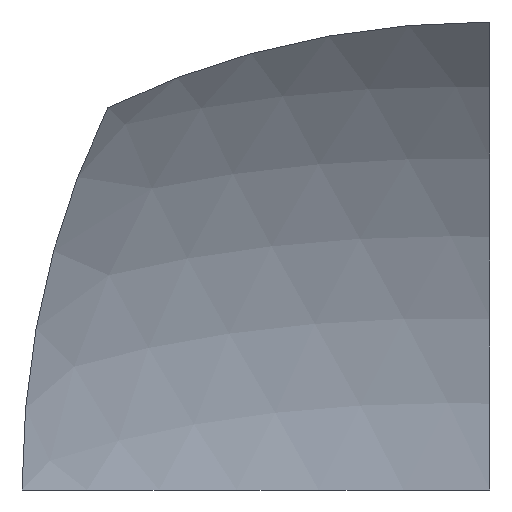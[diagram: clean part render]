
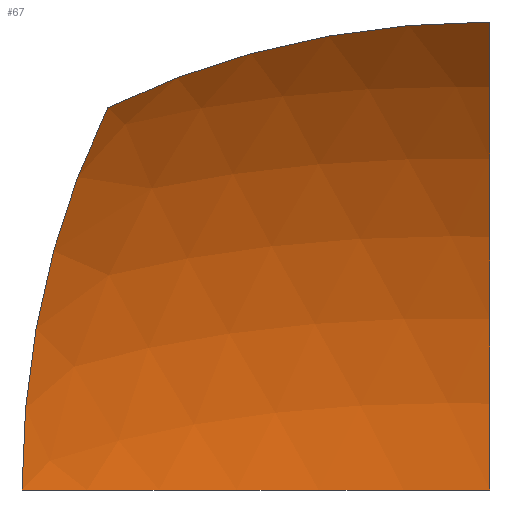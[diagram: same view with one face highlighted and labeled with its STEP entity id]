
A CAD part, left-side view. The second image highlights one B-rep face of the part: STEP entity #67.
In plain terms, the highlighted spherical face has radius 254 mm.
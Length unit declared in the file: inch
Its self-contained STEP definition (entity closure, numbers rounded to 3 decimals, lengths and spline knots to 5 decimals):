
#24=CARTESIAN_POINT('',(7.07107,7.07107,0.));
#25=VERTEX_POINT('',#24);
#26=CARTESIAN_POINT('',(5.7735,5.7735,5.7735));
#27=VERTEX_POINT('',#26);
#28=CARTESIAN_POINT('',(0.,0.,0.));
#29=DIRECTION('',(0.707,-0.707,0.));
#30=DIRECTION('',(0.,0.,1.));
#31=AXIS2_PLACEMENT_3D('',#28,#29,#30);
#32=CIRCLE('',#31,10.);
#33=EDGE_CURVE('',#25,#27,#32,.T.);
#34=ORIENTED_EDGE('',*,*,#33,.T.);
#35=CARTESIAN_POINT('',(7.07107,0.,7.07107));
#36=VERTEX_POINT('',#35);
#37=CARTESIAN_POINT('',(0.,0.,0.));
#38=DIRECTION('',(0.707,0.,-0.707));
#39=DIRECTION('',(0.,-1.,0.));
#40=AXIS2_PLACEMENT_3D('',#37,#38,#39);
#41=CIRCLE('',#40,10.);
#42=EDGE_CURVE('',#27,#36,#41,.T.);
#43=ORIENTED_EDGE('',*,*,#42,.T.);
#44=CARTESIAN_POINT('',(10.,0.,0.));
#45=VERTEX_POINT('',#44);
#46=CARTESIAN_POINT('',(0.,0.,0.));
#47=DIRECTION('',(0.,1.,0.));
#48=DIRECTION('',(0.,0.,-1.));
#49=AXIS2_PLACEMENT_3D('',#46,#47,#48);
#50=CIRCLE('',#49,10.);
#51=EDGE_CURVE('',#36,#45,#50,.T.);
#52=ORIENTED_EDGE('',*,*,#51,.T.);
#53=CARTESIAN_POINT('',(0.,0.,0.));
#54=DIRECTION('',(0.,0.,1.));
#55=DIRECTION('',(0.,1.,0.));
#56=AXIS2_PLACEMENT_3D('',#53,#54,#55);
#57=CIRCLE('',#56,10.);
#58=EDGE_CURVE('',#45,#25,#57,.T.);
#59=ORIENTED_EDGE('',*,*,#58,.T.);
#60=EDGE_LOOP('',(#34,#43,#52,#59));
#61=FACE_OUTER_BOUND('',#60,.T.);
#62=CARTESIAN_POINT('',(0.,0.,0.));
#63=DIRECTION('',(-0.39,-0.024,0.921));
#64=DIRECTION('',(-0.674,-0.674,-0.303));
#65=AXIS2_PLACEMENT_3D('',#62,#63,#64);
#66=SPHERICAL_SURFACE('',#65,10.);
#67=ADVANCED_FACE('',(#61),#66,.T.);
